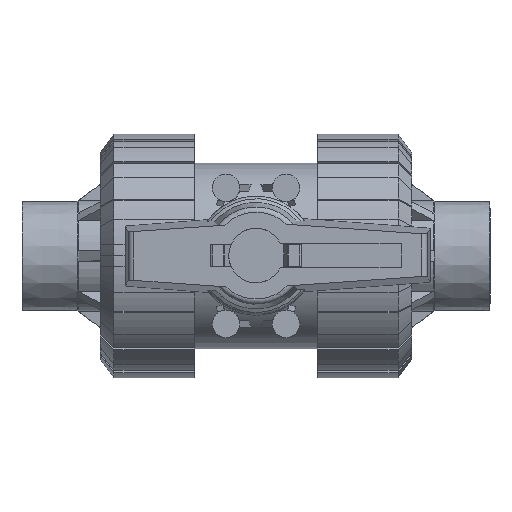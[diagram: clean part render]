
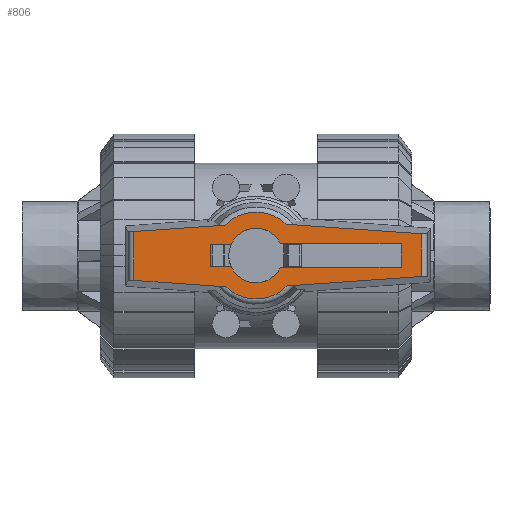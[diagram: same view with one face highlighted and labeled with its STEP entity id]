
A CAD part, top view. The second image highlights one B-rep face of the part: STEP entity #806.
In plain terms, the highlighted planar face has unit normal (0, 0, 1).
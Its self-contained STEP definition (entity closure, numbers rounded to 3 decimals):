
#806=ADVANCED_FACE('',(#2006,#2007),#2008,.T.);
#2006=FACE_BOUND('',#3670,.T.);
#2007=FACE_OUTER_BOUND('',#3671,.T.);
#2008=PLANE('',#3672);
#3670=EDGE_LOOP('',(#5911,#5912,#5913,#5914,#5915,#5916,#5917,#5918));
#3671=EDGE_LOOP('',(#5919,#5920,#5921,#5922,#5923,#5924,#5925,#5926));
#3672=AXIS2_PLACEMENT_3D('',#5927,#5928,#5929);
#5911=ORIENTED_EDGE('',*,*,#10803,.T.);
#5912=ORIENTED_EDGE('',*,*,#10819,.T.);
#5913=ORIENTED_EDGE('',*,*,#10825,.T.);
#5914=ORIENTED_EDGE('',*,*,#10822,.T.);
#5915=ORIENTED_EDGE('',*,*,#10718,.T.);
#5916=ORIENTED_EDGE('',*,*,#10887,.T.);
#5917=ORIENTED_EDGE('',*,*,#10888,.T.);
#5918=ORIENTED_EDGE('',*,*,#10889,.T.);
#5919=ORIENTED_EDGE('',*,*,#10890,.T.);
#5920=ORIENTED_EDGE('',*,*,#10891,.T.);
#5921=ORIENTED_EDGE('',*,*,#10892,.T.);
#5922=ORIENTED_EDGE('',*,*,#10893,.F.);
#5923=ORIENTED_EDGE('',*,*,#10894,.T.);
#5924=ORIENTED_EDGE('',*,*,#10895,.T.);
#5925=ORIENTED_EDGE('',*,*,#10896,.T.);
#5926=ORIENTED_EDGE('',*,*,#10897,.T.);
#5927=CARTESIAN_POINT('',(7.994,0.0,147.5));
#5928=DIRECTION('',(0.0,0.0,1.0));
#5929=DIRECTION('',(1.0,0.0,0.0));
#10718=EDGE_CURVE('',#12837,#12835,#12838,.T.);
#10803=EDGE_CURVE('',#12976,#12974,#12977,.T.);
#10819=EDGE_CURVE('',#12974,#13002,#13003,.T.);
#10822=EDGE_CURVE('',#13006,#12837,#13007,.T.);
#10825=EDGE_CURVE('',#13002,#13006,#13010,.T.);
#10887=EDGE_CURVE('',#12835,#13083,#13084,.T.);
#10888=EDGE_CURVE('',#13083,#13085,#13086,.T.);
#10889=EDGE_CURVE('',#13085,#12976,#13087,.T.);
#10890=EDGE_CURVE('',#13088,#13089,#13090,.T.);
#10891=EDGE_CURVE('',#13089,#13091,#13092,.T.);
#10892=EDGE_CURVE('',#13091,#13093,#13094,.T.);
#10893=EDGE_CURVE('',#13095,#13093,#13096,.T.);
#10894=EDGE_CURVE('',#13095,#13097,#13098,.T.);
#10895=EDGE_CURVE('',#13097,#13099,#13100,.T.);
#10896=EDGE_CURVE('',#13099,#13101,#13102,.T.);
#10897=EDGE_CURVE('',#13101,#13088,#13103,.T.);
#12835=VERTEX_POINT('',#15960);
#12837=VERTEX_POINT('',#15963);
#12838=CIRCLE('',#15964,10.0);
#12974=VERTEX_POINT('',#16148);
#12976=VERTEX_POINT('',#16151);
#12977=CIRCLE('',#16152,10.0);
#13002=VERTEX_POINT('',#16186);
#13003=LINE('',#16187,#16188);
#13006=VERTEX_POINT('',#16192);
#13007=LINE('',#16193,#16194);
#13010=LINE('',#16198,#16199);
#13083=VERTEX_POINT('',#16300);
#13084=LINE('',#16301,#16302);
#13085=VERTEX_POINT('',#16303);
#13086=LINE('',#16304,#16305);
#13087=LINE('',#16306,#16307);
#13088=VERTEX_POINT('',#16308);
#13089=VERTEX_POINT('',#16309);
#13090=LINE('',#16310,#16311);
#13091=VERTEX_POINT('',#16312);
#13092=CIRCLE('',#16313,15.988);
#13093=VERTEX_POINT('',#16314);
#13094=LINE('',#16315,#16316);
#13095=VERTEX_POINT('',#16317);
#13096=LINE('',#16318,#16319);
#13097=VERTEX_POINT('',#16320);
#13098=LINE('',#16321,#16322);
#13099=VERTEX_POINT('',#16323);
#13100=CIRCLE('',#16324,15.988);
#13101=VERTEX_POINT('',#16325);
#13102=LINE('',#16326,#16327);
#13103=LINE('',#16328,#16329);
#15960=CARTESIAN_POINT('',(-9.192,-3.938,147.5));
#15963=CARTESIAN_POINT('',(8.992,-4.375,147.5));
#15964=AXIS2_PLACEMENT_3D('',#22367,#22368,#22369);
#16148=CARTESIAN_POINT('',(8.992,4.375,147.5));
#16151=CARTESIAN_POINT('',(-9.192,3.938,147.5));
#16152=AXIS2_PLACEMENT_3D('',#22485,#22486,#22487);
#16186=CARTESIAN_POINT('',(53.333,4.375,147.5));
#16187=CARTESIAN_POINT('',(17.33,4.375,147.5));
#16188=VECTOR('',#22506,1.0);
#16192=CARTESIAN_POINT('',(53.333,-4.375,147.5));
#16193=CARTESIAN_POINT('',(17.33,-4.375,147.5));
#16194=VECTOR('',#22508,1.0);
#16198=CARTESIAN_POINT('',(53.333,0.0,147.5));
#16199=VECTOR('',#22510,1.0);
#16300=CARTESIAN_POINT('',(-16.633,-3.938,147.5));
#16301=CARTESIAN_POINT('',(-2.591,-3.938,147.5));
#16302=VECTOR('',#22560,1.0);
#16303=CARTESIAN_POINT('',(-16.633,3.938,147.5));
#16304=CARTESIAN_POINT('',(-16.633,5.906,147.5));
#16305=VECTOR('',#22561,1.0);
#16306=CARTESIAN_POINT('',(-2.591,3.938,147.5));
#16307=VECTOR('',#22562,1.0);
#16308=CARTESIAN_POINT('',(-44.912,-9.126,147.5));
#16309=CARTESIAN_POINT('',(-11.119,-11.489,147.5));
#16310=CARTESIAN_POINT('',(-4.204,-11.972,147.5));
#16311=VECTOR('',#22563,1.0);
#16312=CARTESIAN_POINT('',(11.454,-11.155,147.5));
#16313=AXIS2_PLACEMENT_3D('',#22564,#22565,#22566);
#16314=CARTESIAN_POINT('',(60.912,-7.697,147.5));
#16315=CARTESIAN_POINT('',(34.49,-9.544,147.5));
#16316=VECTOR('',#22567,1.0);
#16317=CARTESIAN_POINT('',(60.912,8.007,147.5));
#16318=CARTESIAN_POINT('',(60.912,15.75,147.5));
#16319=VECTOR('',#22568,1.0);
#16320=CARTESIAN_POINT('',(11.119,11.489,147.5));
#16321=CARTESIAN_POINT('',(33.416,9.93,147.5));
#16322=VECTOR('',#22569,1.0);
#16323=CARTESIAN_POINT('',(-11.454,11.155,147.5));
#16324=AXIS2_PLACEMENT_3D('',#22570,#22571,#22572);
#16325=CARTESIAN_POINT('',(-44.912,8.816,147.5));
#16326=CARTESIAN_POINT('',(-3.086,11.74,147.5));
#16327=VECTOR('',#22573,1.0);
#16328=CARTESIAN_POINT('',(-44.912,15.75,147.5));
#16329=VECTOR('',#22574,1.0);
#22367=CARTESIAN_POINT('',(0.0,0.0,147.5));
#22368=DIRECTION('',(0.0,0.0,-1.0));
#22369=DIRECTION('',(1.0,0.0,0.0));
#22485=CARTESIAN_POINT('',(0.0,0.0,147.5));
#22486=DIRECTION('',(0.0,0.0,-1.0));
#22487=DIRECTION('',(1.0,0.0,0.0));
#22506=DIRECTION('',(1.0,0.0,-0.0));
#22508=DIRECTION('',(-1.0,0.0,0.0));
#22510=DIRECTION('',(0.0,-1.0,0.0));
#22560=DIRECTION('',(-1.0,0.0,0.0));
#22561=DIRECTION('',(0.0,1.0,-0.0));
#22562=DIRECTION('',(1.0,0.0,0.0));
#22563=DIRECTION('',(0.998,-0.07,0.0));
#22564=CARTESIAN_POINT('',(0.0,0.0,147.5));
#22565=DIRECTION('',(0.0,0.0,1.0));
#22566=DIRECTION('',(1.0,0.0,0.0));
#22567=DIRECTION('',(0.998,0.07,-0.0));
#22568=DIRECTION('',(0.0,-1.0,0.0));
#22569=DIRECTION('',(-0.998,0.07,0.0));
#22570=CARTESIAN_POINT('',(0.0,0.0,147.5));
#22571=DIRECTION('',(0.0,0.0,1.0));
#22572=DIRECTION('',(1.0,0.0,0.0));
#22573=DIRECTION('',(-0.998,-0.07,0.0));
#22574=DIRECTION('',(0.0,-1.0,0.0));
